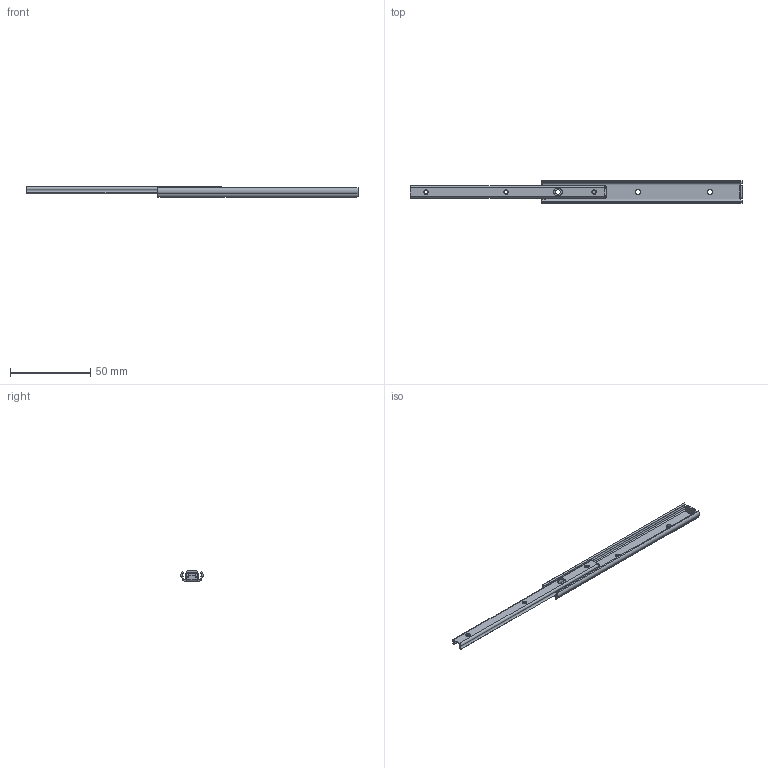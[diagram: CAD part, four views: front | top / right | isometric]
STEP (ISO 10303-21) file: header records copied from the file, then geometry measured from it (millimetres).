
FILE_DESCRIPTION (( 'STEP AP203' ), '1' );
FILE_NAME ('U1421-125.STEP', '2021-02-04T23:41:41', ( '' ), ( '' ), 'SwSTEP 2.0', 'SolidWorks 2019', '' );
FILE_SCHEMA (( 'CONFIG_CONTROL_DESIGN' ));
Length unit declared in the file: millimetre
Products named in the file (3): U1421-125; U1421-125 IM; U1421-125 OM
Assembly tree (2 placements, depth 2):
  U1421-125
    U1421-125 OM
    U1421-125 IM
Bounding box: 207.4 x 14 x 6.4 mm (x, y, z)
Volume: 4053.7 mm3; surface area: 9450 mm2
Topology: 2 solids, 2 shells, 187 faces, 524 edges, 344 vertices
Faces by surface type: cylinder 101, plane 62, torus 15, bspline 9
Entity records: 9235 total; most frequent: CARTESIAN_POINT 4323, ORIENTED_EDGE 1048, DIRECTION 901, EDGE_CURVE 524, VERTEX_POINT 344, AXIS2_PLACEMENT_3D 336, VECTOR 229, LINE 229
